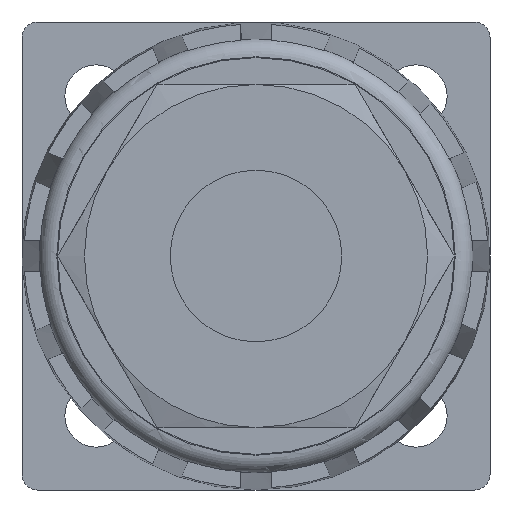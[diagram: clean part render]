
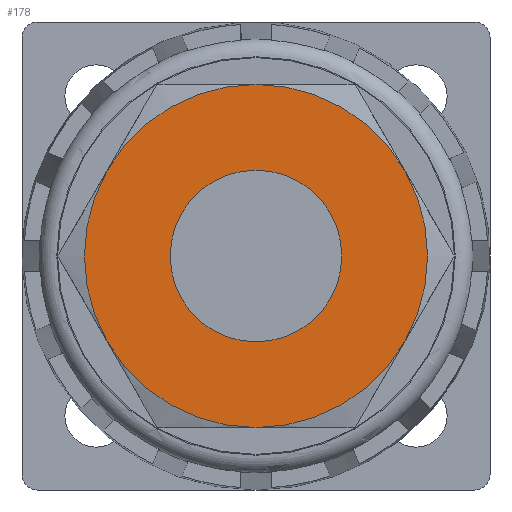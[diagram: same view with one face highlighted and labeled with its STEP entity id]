
A CAD part, front view. The second image highlights one B-rep face of the part: STEP entity #178.
In plain terms, the highlighted planar face has unit normal (0, -1, 0).
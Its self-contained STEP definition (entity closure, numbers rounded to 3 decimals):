
#178 = ADVANCED_FACE( '', ( #474, #475 ), #476, .F. );
#474 = FACE_BOUND( '', #913, .T. );
#475 = FACE_OUTER_BOUND( '', #914, .T. );
#476 = PLANE( '', #915 );
#913 = EDGE_LOOP( '', ( #1393 ) );
#914 = EDGE_LOOP( '', ( #1394, #1395, #1396, #1397, #1398, #1399 ) );
#915 = AXIS2_PLACEMENT_3D( '', #1400, #1401, #1402 );
#1393 = ORIENTED_EDGE( '', *, *, #2563, .F. );
#1394 = ORIENTED_EDGE( '', *, *, #2564, .T. );
#1395 = ORIENTED_EDGE( '', *, *, #2565, .T. );
#1396 = ORIENTED_EDGE( '', *, *, #2566, .T. );
#1397 = ORIENTED_EDGE( '', *, *, #2567, .T. );
#1398 = ORIENTED_EDGE( '', *, *, #2568, .T. );
#1399 = ORIENTED_EDGE( '', *, *, #2549, .T. );
#1400 = CARTESIAN_POINT( '', ( 11., 0., 0. ) );
#1401 = DIRECTION( '', ( 0., 1., 0. ) );
#1402 = DIRECTION( '', ( 0., 0., 1. ) );
#2549 = EDGE_CURVE( '', #2994, #3040, #3042, .T. );
#2563 = EDGE_CURVE( '', #3064, #3064, #3065, .F. );
#2564 = EDGE_CURVE( '', #3040, #3066, #3067, .T. );
#2565 = EDGE_CURVE( '', #3066, #3068, #3069, .T. );
#2566 = EDGE_CURVE( '', #3068, #3070, #3071, .T. );
#2567 = EDGE_CURVE( '', #3070, #3072, #3073, .T. );
#2568 = EDGE_CURVE( '', #3072, #2994, #3074, .T. );
#2994 = VERTEX_POINT( '', #3692 );
#3040 = VERTEX_POINT( '', #3765 );
#3042 = CIRCLE( '', #3772, 11. );
#3064 = VERTEX_POINT( '', #3803 );
#3065 = CIRCLE( '', #3804, 5.5 );
#3066 = VERTEX_POINT( '', #3805 );
#3067 = CIRCLE( '', #3806, 11. );
#3068 = VERTEX_POINT( '', #3807 );
#3069 = CIRCLE( '', #3808, 11. );
#3070 = VERTEX_POINT( '', #3809 );
#3071 = CIRCLE( '', #3810, 11. );
#3072 = VERTEX_POINT( '', #3811 );
#3073 = CIRCLE( '', #3812, 11. );
#3074 = CIRCLE( '', #3813, 11. );
#3692 = CARTESIAN_POINT( '', ( -9.526, 0., -5.5 ) );
#3765 = CARTESIAN_POINT( '', ( 0., 0., -11. ) );
#3772 = AXIS2_PLACEMENT_3D( '', #4888, #4889, #4890 );
#3803 = CARTESIAN_POINT( '', ( 0., 0., 5.5 ) );
#3804 = AXIS2_PLACEMENT_3D( '', #4906, #4907, #4908 );
#3805 = CARTESIAN_POINT( '', ( 9.526, 0., -5.5 ) );
#3806 = AXIS2_PLACEMENT_3D( '', #4909, #4910, #4911 );
#3807 = CARTESIAN_POINT( '', ( 9.526, 0., 5.5 ) );
#3808 = AXIS2_PLACEMENT_3D( '', #4912, #4913, #4914 );
#3809 = CARTESIAN_POINT( '', ( 0., 0., 11. ) );
#3810 = AXIS2_PLACEMENT_3D( '', #4915, #4916, #4917 );
#3811 = CARTESIAN_POINT( '', ( -9.526, 0., 5.5 ) );
#3812 = AXIS2_PLACEMENT_3D( '', #4918, #4919, #4920 );
#3813 = AXIS2_PLACEMENT_3D( '', #4921, #4922, #4923 );
#4888 = CARTESIAN_POINT( '', ( 0., 0., 0. ) );
#4889 = DIRECTION( '', ( 0., -1., 0. ) );
#4890 = DIRECTION( '', ( 0., 0., -1. ) );
#4906 = CARTESIAN_POINT( '', ( 0., 0., 0. ) );
#4907 = DIRECTION( '', ( 0., 1., 0. ) );
#4908 = DIRECTION( '', ( 0., 0., 1. ) );
#4909 = CARTESIAN_POINT( '', ( 0., 0., 0. ) );
#4910 = DIRECTION( '', ( 0., -1., 0. ) );
#4911 = DIRECTION( '', ( 0., 0., -1. ) );
#4912 = CARTESIAN_POINT( '', ( 0., 0., 0. ) );
#4913 = DIRECTION( '', ( 0., -1., 0. ) );
#4914 = DIRECTION( '', ( 0., 0., -1. ) );
#4915 = CARTESIAN_POINT( '', ( 0., 0., 0. ) );
#4916 = DIRECTION( '', ( 0., -1., 0. ) );
#4917 = DIRECTION( '', ( 0., 0., -1. ) );
#4918 = CARTESIAN_POINT( '', ( 0., 0., 0. ) );
#4919 = DIRECTION( '', ( 0., -1., 0. ) );
#4920 = DIRECTION( '', ( 0., 0., -1. ) );
#4921 = CARTESIAN_POINT( '', ( 0., 0., 0. ) );
#4922 = DIRECTION( '', ( 0., -1., 0. ) );
#4923 = DIRECTION( '', ( 0., 0., -1. ) );
